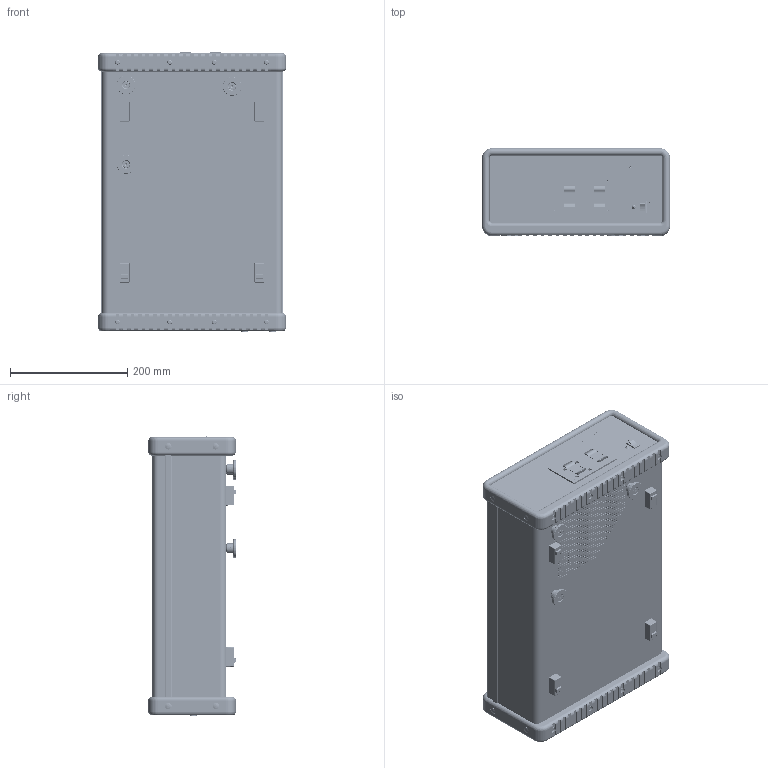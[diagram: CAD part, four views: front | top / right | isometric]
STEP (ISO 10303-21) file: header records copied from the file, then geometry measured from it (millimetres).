
FILE_DESCRIPTION (( 'STEP AP214' ), '1' );
FILE_NAME ('STN012292-E0W.STEP', '2015-10-16T13:49:19', ( '' ), ( '' ), 'SwSTEP 2.0', 'SolidWorks 2014', '' );
FILE_SCHEMA (( 'AUTOMOTIVE_DESIGN' ));
Length unit declared in the file: millimetre
Products named in the file (1): STN012292-E0W
Bounding box: 321.82 x 150.61 x 478.75 mm (x, y, z)
Surface area: 967319.6 mm2 (no closed solid volume)
Topology: 0 solids, 394 shells, 1942 faces, 15468 edges, 13795 vertices
Faces by surface type: cylinder 1057, plane 719, torus 53, cone 46, sphere 37, bspline 30
Full cylindrical faces by diameter (mm): 1.5 x5, 2.54 x2, 3 x2, 3.5 x711, 5 x3, 5.7 x2, 6 x2, 6.3 x4, 6.35 x2, 7 x2, 8 x4, 9.6 x2, 10.16 x8, 11.049 x15, 11.43 x16, 12 x7, 14.3 x2, 17 x4, 24 x1, 31.75 x3, 49 x1
Entity records: 206021 total; most frequent: CARTESIAN_POINT 76710, DIRECTION 19034, ORIENTED_EDGE 18437, EDGE_CURVE 14490, VERTEX_POINT 13718, LINE 8376, VECTOR 8376, AXIS2_PLACEMENT_3D 5329
